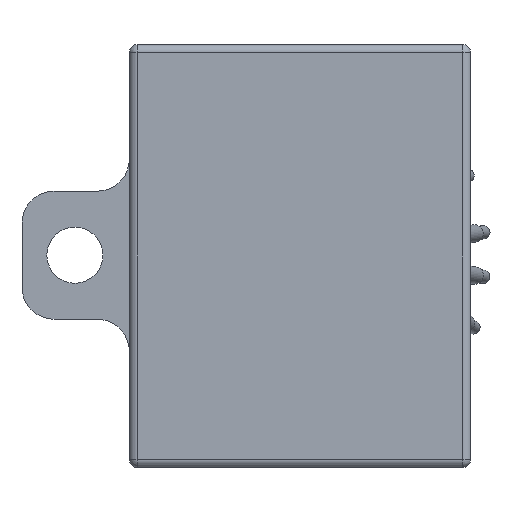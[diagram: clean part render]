
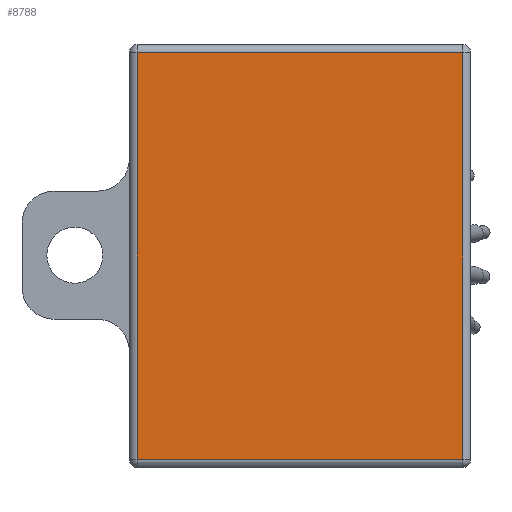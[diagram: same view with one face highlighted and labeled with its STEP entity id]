
A CAD part, front view. The second image highlights one B-rep face of the part: STEP entity #8788.
In plain terms, the highlighted planar face has unit normal (0, -1, 0).
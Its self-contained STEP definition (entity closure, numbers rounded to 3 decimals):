
#265=PLANE($,#9369);
#646=FACE_OUTER_BOUND($,#1148,.T.);
#1148=EDGE_LOOP($,(#6289,#6290,#6291,#6292));
#1762=LINE($,#12971,#2768);
#1764=LINE($,#12979,#2770);
#1765=LINE($,#12984,#2771);
#1767=LINE($,#12991,#2773);
#2768=VECTOR($,#10315,25.4);
#2770=VECTOR($,#10323,20.3);
#2771=VECTOR($,#10330,25.4);
#2773=VECTOR($,#10338,20.3);
#4031=VERTEX_POINT($,#12964);
#4034=VERTEX_POINT($,#12969);
#4035=VERTEX_POINT($,#12973);
#4038=VERTEX_POINT($,#12981);
#4908=EDGE_CURVE($,#4034,#4031,#1762,.T.);
#4912=EDGE_CURVE($,#4031,#4035,#1764,.T.);
#4915=EDGE_CURVE($,#4035,#4038,#1765,.T.);
#4919=EDGE_CURVE($,#4038,#4034,#1767,.T.);
#6289=ORIENTED_EDGE($,*,*,#4908,.F.);
#6290=ORIENTED_EDGE($,*,*,#4919,.F.);
#6291=ORIENTED_EDGE($,*,*,#4915,.F.);
#6292=ORIENTED_EDGE($,*,*,#4912,.F.);
#8788=ADVANCED_FACE($,(#646),#265,.F.);
#9369=AXIS2_PLACEMENT_3D($,#13010,#10368,#10369);
#10315=DIRECTION($,(1.,0.,0.));
#10323=DIRECTION($,(0.,0.,-1.));
#10330=DIRECTION($,(-1.,0.,0.));
#10338=DIRECTION($,(0.,0.,1.));
#10368=DIRECTION('center_axis',(0.,1.,0.));
#10369=DIRECTION('ref_axis',(0.,0.,1.));
#12964=CARTESIAN_POINT('',(-0.5,0.,-0.5));
#12969=CARTESIAN_POINT('',(-25.9,0.,-0.5));
#12971=CARTESIAN_POINT($,(-19.8,0.,-0.5));
#12973=CARTESIAN_POINT('',(-0.5,0.,-20.8));
#12979=CARTESIAN_POINT($,(-0.5,0.,-5.325));
#12981=CARTESIAN_POINT('',(-25.9,0.,-20.8));
#12984=CARTESIAN_POINT($,(-6.6,0.,-20.8));
#12991=CARTESIAN_POINT($,(-25.9,0.,-15.975));
#13010=CARTESIAN_POINT('Origin',(-13.2,0.,-10.65));
